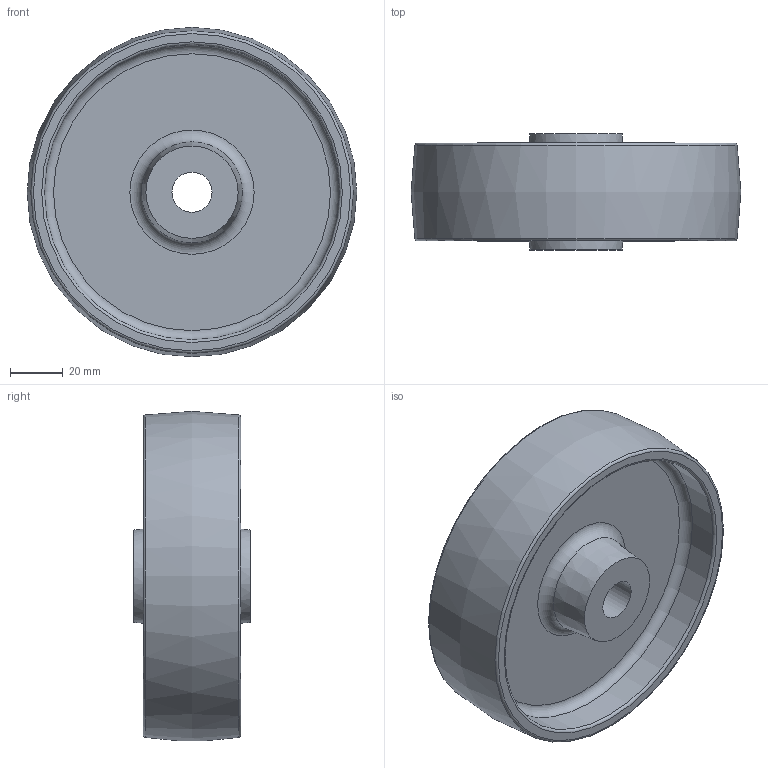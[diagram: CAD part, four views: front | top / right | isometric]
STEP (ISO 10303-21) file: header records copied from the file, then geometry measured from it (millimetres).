
FILE_DESCRIPTION(/* description */ ('','CAx-IF Rec.Pracs.---Representation and Presentation of Product Manufacturing Information (PMI)---4.0---2014-10-13'),/* implementation_level */ '2;1');
FILE_NAME(/* name */ 'BZMH125WPL.step',/* time_stamp */ '2024-12-05T15:23:49Z',/* author */ (''),/* organization */ (''),/* preprocessor_version */ 'ST-DEVELOPER v20',/* originating_system */ 'Autodesk Translation Framework v13.20.0.188',/* authorisation */ '');
FILE_SCHEMA (('AP242_MANAGED_MODEL_BASED_3D_ENGINEERING_MIM_LF { 1 0 10303 442 1 1 4 }'));
Length unit declared in the file: millimetre
Products named in the file (2): BZMH125WPL; BZMH125WPL_1
Assembly tree (1 placements, depth 2):
  BZMH125WPL
    BZMH125WPL_1
Bounding box: 125 x 44 x 124.85 mm (x, y, z)
Volume: 176660.5 mm3; surface area: 52527 mm2
Topology: 1 solids, 1 shells, 20 faces, 34 edges, 20 vertices
Faces by surface type: torus 8, plane 6, cylinder 3, cone 2, bspline 1
Full cylindrical faces by diameter (mm): 15.2 x1, 112 x2
Entity records: 569 total; most frequent: DIRECTION 107, CARTESIAN_POINT 103, ORIENTED_EDGE 68, AXIS2_PLACEMENT_3D 51, EDGE_CURVE 34, CIRCLE 29, EDGE_LOOP 26, FACE_OUTER_BOUND 20
